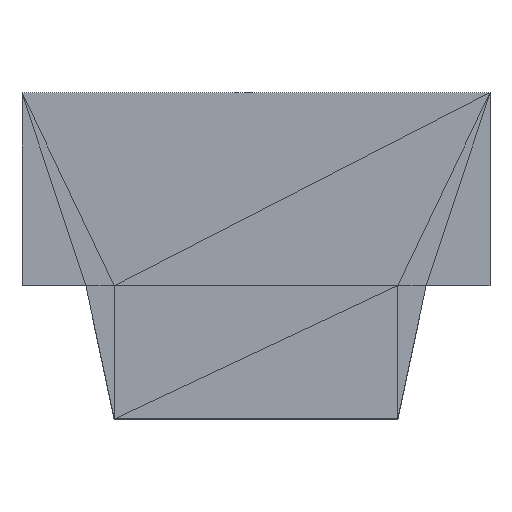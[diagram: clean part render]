
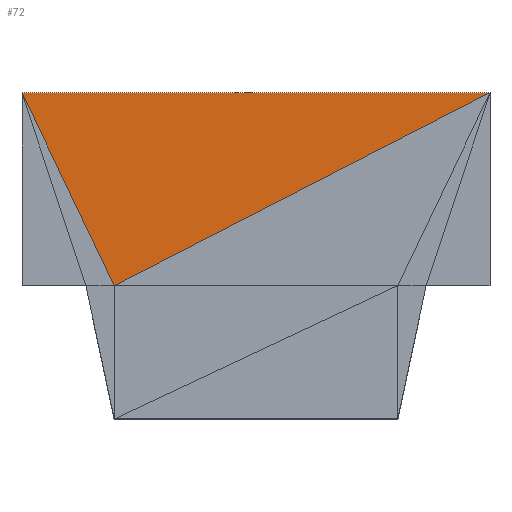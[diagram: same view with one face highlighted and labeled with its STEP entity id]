
A CAD part, top view. The second image highlights one B-rep face of the part: STEP entity #72.
In plain terms, the highlighted planar face has unit normal (0, 0, 1).
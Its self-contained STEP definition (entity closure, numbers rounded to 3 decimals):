
#22 = VERTEX_POINT('',#23);
#23 = CARTESIAN_POINT('',(-0.85,0.34,0.6)
  );
#55 = VERTEX_POINT('',#56);
#56 = CARTESIAN_POINT('',(-0.525,-0.34,0.6
    ));
#62 = EDGE_CURVE('',#55,#22,#63,.T.);
#63 = LINE('',#64,#65);
#64 = CARTESIAN_POINT('',(-0.525,-0.34,0.6
    ));
#65 = VECTOR('',#66,1.);
#66 = DIRECTION('',(-0.431,0.902,0.));
#72 = ADVANCED_FACE('',(#73),#90,.T.);
#73 = FACE_BOUND('',#74,.T.);
#74 = EDGE_LOOP('',(#75,#83,#89));
#75 = ORIENTED_EDGE('',*,*,#76,.T.);
#76 = EDGE_CURVE('',#55,#77,#79,.T.);
#77 = VERTEX_POINT('',#78);
#78 = CARTESIAN_POINT('',(0.8,0.34,0.6)
  );
#79 = LINE('',#80,#81);
#80 = CARTESIAN_POINT('',(-0.525,-0.34,0.6
    ));
#81 = VECTOR('',#82,1.);
#82 = DIRECTION('',(0.89,0.457,0.));
#83 = ORIENTED_EDGE('',*,*,#84,.T.);
#84 = EDGE_CURVE('',#77,#22,#85,.T.);
#85 = LINE('',#86,#87);
#86 = CARTESIAN_POINT('',(0.8,0.34,0.6)
  );
#87 = VECTOR('',#88,1.);
#88 = DIRECTION('',(-1.,0.,0.));
#89 = ORIENTED_EDGE('',*,*,#62,.F.);
#90 = PLANE('',#91);
#91 = AXIS2_PLACEMENT_3D('',#92,#93,#94);
#92 = CARTESIAN_POINT('',(-0.091,0.144,
    0.6));
#93 = DIRECTION('',(0.,0.,1.));
#94 = DIRECTION('',(-1.,0.,0.));
